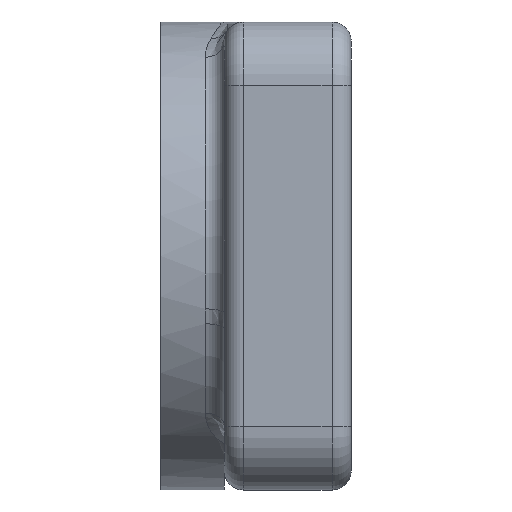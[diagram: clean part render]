
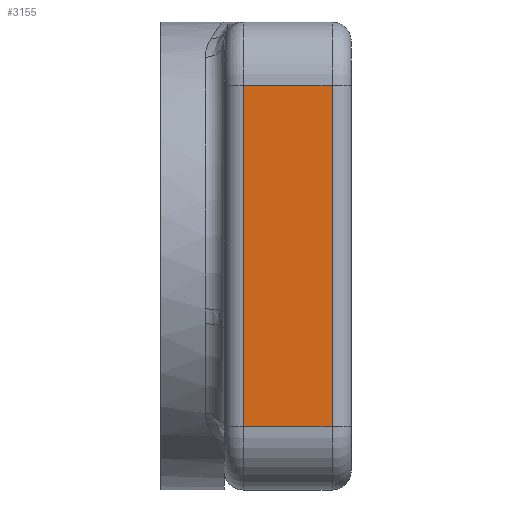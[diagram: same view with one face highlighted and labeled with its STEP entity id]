
A CAD part, left-side view. The second image highlights one B-rep face of the part: STEP entity #3155.
In plain terms, the highlighted planar face has unit normal (-1, 0, 0).
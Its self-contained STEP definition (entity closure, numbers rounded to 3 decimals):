
#139 = VERTEX_POINT ( 'NONE', #2726 ) ;
#253 = VECTOR ( 'NONE', #2029, 1000. ) ;
#255 = VECTOR ( 'NONE', #2744, 1000. ) ;
#311 = EDGE_LOOP ( 'NONE', ( #2713, #1910, #930, #759 ) ) ;
#574 = VECTOR ( 'NONE', #3189, 1000. ) ;
#655 = LINE ( 'NONE', #2674, #2104 ) ;
#721 = CARTESIAN_POINT ( 'NONE',  ( -15.92, 4., -5.38 ) ) ;
#738 = VERTEX_POINT ( 'NONE', #3126 ) ;
#759 = ORIENTED_EDGE ( 'NONE', *, *, #2876, .T. ) ;
#930 = ORIENTED_EDGE ( 'NONE', *, *, #1223, .F. ) ;
#964 = LINE ( 'NONE', #721, #255 ) ;
#971 = CARTESIAN_POINT ( 'NONE',  ( -15.92, 0.6, -5.38 ) ) ;
#973 = LINE ( 'NONE', #2975, #253 ) ;
#1123 = LINE ( 'NONE', #3125, #574 ) ;
#1172 = CARTESIAN_POINT ( 'NONE',  ( -15.92, 4., 0. ) ) ;
#1223 = EDGE_CURVE ( 'NONE', #3002, #139, #973, .T. ) ;
#1695 = DIRECTION ( 'NONE',  ( 0., 0., 1. ) ) ;
#1910 = ORIENTED_EDGE ( 'NONE', *, *, #2521, .T. ) ;
#1919 = DIRECTION ( 'NONE',  ( 0., 0., -1. ) ) ;
#1987 = CARTESIAN_POINT ( 'NONE',  ( -15.92, 3.4, 5.38 ) ) ;
#2029 = DIRECTION ( 'NONE',  ( 0., -1., 0. ) ) ;
#2104 = VECTOR ( 'NONE', #1919, 1000. ) ;
#2401 = FACE_OUTER_BOUND ( 'NONE', #311, .T. ) ;
#2415 = AXIS2_PLACEMENT_3D ( 'NONE', #1172, #2705, #1695 ) ;
#2521 = EDGE_CURVE ( 'NONE', #2648, #139, #1123, .T. ) ;
#2648 = VERTEX_POINT ( 'NONE', #971 ) ;
#2674 = CARTESIAN_POINT ( 'NONE',  ( -15.92, 3.4, 0. ) ) ;
#2690 = PLANE ( 'NONE',  #2415 ) ;
#2705 = DIRECTION ( 'NONE',  ( -1., 0., 0. ) ) ;
#2713 = ORIENTED_EDGE ( 'NONE', *, *, #3069, .T. ) ;
#2726 = CARTESIAN_POINT ( 'NONE',  ( -15.92, 0.6, 5.38 ) ) ;
#2744 = DIRECTION ( 'NONE',  ( 0., -1., 0. ) ) ;
#2876 = EDGE_CURVE ( 'NONE', #3002, #738, #655, .T. ) ;
#2975 = CARTESIAN_POINT ( 'NONE',  ( -15.92, 4., 5.38 ) ) ;
#3002 = VERTEX_POINT ( 'NONE', #1987 ) ;
#3069 = EDGE_CURVE ( 'NONE', #738, #2648, #964, .T. ) ;
#3125 = CARTESIAN_POINT ( 'NONE',  ( -15.92, 0.6, 5.38 ) ) ;
#3126 = CARTESIAN_POINT ( 'NONE',  ( -15.92, 3.4, -5.38 ) ) ;
#3155 = ADVANCED_FACE ( 'NONE', ( #2401 ), #2690, .T. ) ;
#3189 = DIRECTION ( 'NONE',  ( 0., 0., 1. ) ) ;
